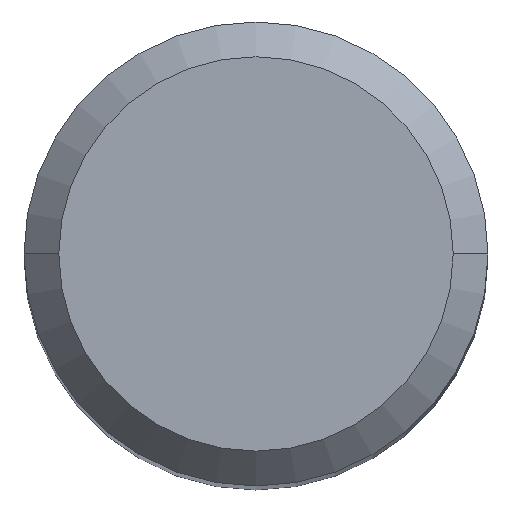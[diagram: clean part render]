
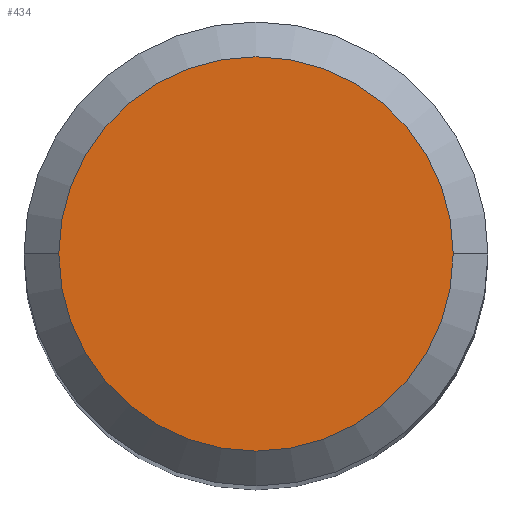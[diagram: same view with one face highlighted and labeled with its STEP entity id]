
A CAD part, top view. The second image highlights one B-rep face of the part: STEP entity #434.
In plain terms, the highlighted planar face has unit normal (0, 0, 1).
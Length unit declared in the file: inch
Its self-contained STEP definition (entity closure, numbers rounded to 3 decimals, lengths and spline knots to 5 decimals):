
#8 = CARTESIAN_POINT ( 'NONE',  ( 0., 0., 0. ) ) ;
#23 = DIRECTION ( 'NONE',  ( 1., 0., 0. ) ) ;
#36 = CARTESIAN_POINT ( 'NONE',  ( 0., 0., 0. ) ) ;
#41 = DIRECTION ( 'NONE',  ( 1., 0., 0. ) ) ;
#53 = AXIS2_PLACEMENT_3D ( 'NONE', #8, #411, #148 ) ;
#56 = ORIENTED_EDGE ( 'NONE', *, *, #247, .T. ) ;
#72 = CIRCLE ( 'NONE', #416, 0.3012 ) ;
#136 = CARTESIAN_POINT ( 'NONE',  ( 0.3012, 0., 0. ) ) ;
#148 = DIRECTION ( 'NONE',  ( -1., 0., 0. ) ) ;
#191 = FACE_OUTER_BOUND ( 'NONE', #259, .T. ) ;
#208 = CARTESIAN_POINT ( 'NONE',  ( 0., 0., 0. ) ) ;
#247 = EDGE_CURVE ( 'NONE', #275, #327, #72, .T. ) ;
#259 = EDGE_LOOP ( 'NONE', ( #56, #370 ) ) ;
#275 = VERTEX_POINT ( 'NONE', #466 ) ;
#285 = CIRCLE ( 'NONE', #302, 0.3012 ) ;
#302 = AXIS2_PLACEMENT_3D ( 'NONE', #36, #330, #41 ) ;
#327 = VERTEX_POINT ( 'NONE', #136 ) ;
#330 = DIRECTION ( 'NONE',  ( 0., 0., 1. ) ) ;
#356 = DIRECTION ( 'NONE',  ( 0., 0., 1. ) ) ;
#370 = ORIENTED_EDGE ( 'NONE', *, *, #384, .T. ) ;
#384 = EDGE_CURVE ( 'NONE', #327, #275, #285, .T. ) ;
#411 = DIRECTION ( 'NONE',  ( 0., 0., -1. ) ) ;
#416 = AXIS2_PLACEMENT_3D ( 'NONE', #208, #356, #23 ) ;
#434 = ADVANCED_FACE ( 'NONE', ( #191 ), #467, .F. ) ;
#466 = CARTESIAN_POINT ( 'NONE',  ( -0.3012, 0., 0. ) ) ;
#467 = PLANE ( 'NONE',  #53 ) ;
